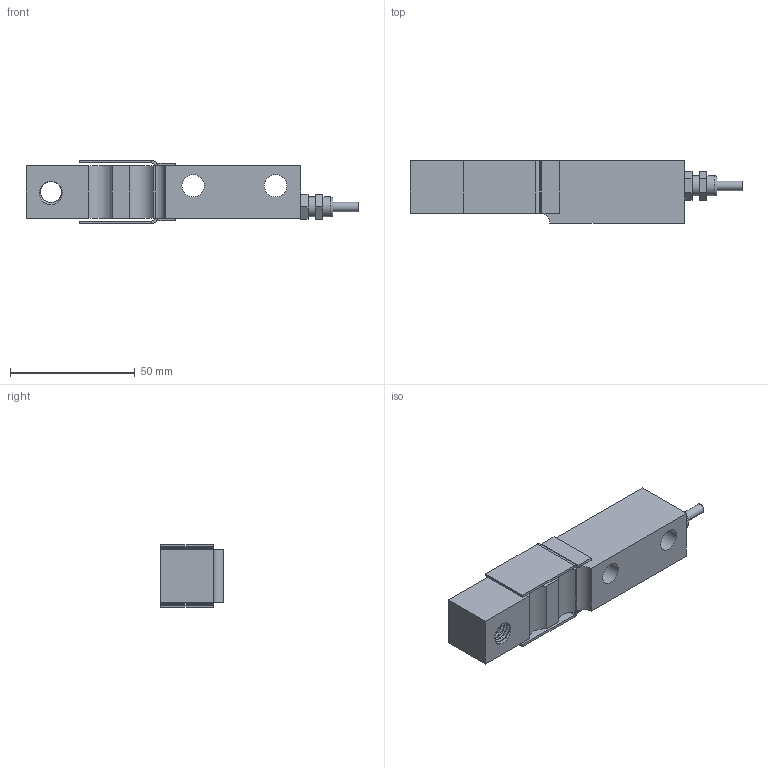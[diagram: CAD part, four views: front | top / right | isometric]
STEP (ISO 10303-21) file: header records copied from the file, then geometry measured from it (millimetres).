
FILE_DESCRIPTION(/* description */ (''),/* implementation_level */ '2;1');
FILE_NAME(/* name */ '563YHFK-(125-250)kg v4.step',/* time_stamp */ '2020-02-06T08:57:17-08:00',/* author */ (''),/* organization */ (''),/* preprocessor_version */ 'ST-DEVELOPER v18',/* originating_system */ 'Autodesk Translation Framework v8.12.0.6',/* authorisation */ '');
FILE_SCHEMA (('AUTOMOTIVE_DESIGN { 1 0 10303 214 3 1 1 }'));
Length unit declared in the file: millimetre
Products named in the file (2): 563YHFK-(125-250)kg; Connector v2
Assembly tree (1 placements, depth 2):
  563YHFK-(125-250)kg
    Connector v2
Bounding box: 133.03 x 25 x 25.24 mm (x, y, z)
Volume: 45569 mm3; surface area: 18039.5 mm2
Topology: 4 solids, 4 shells, 124 faces, 295 edges, 184 vertices
Faces by surface type: plane 66, cylinder 54, bspline 2, torus 1, cone 1
Full cylindrical faces by diameter (mm): 3.8 x1, 8 x4, 8.526 x13, 9 x2, 10.198 x16, 16 x1
Entity records: 6893 total; most frequent: CARTESIAN_POINT 4064, ORIENTED_EDGE 588, DIRECTION 530, EDGE_CURVE 294, VERTEX_POINT 184, LINE 180, VECTOR 180, AXIS2_PLACEMENT_3D 175
